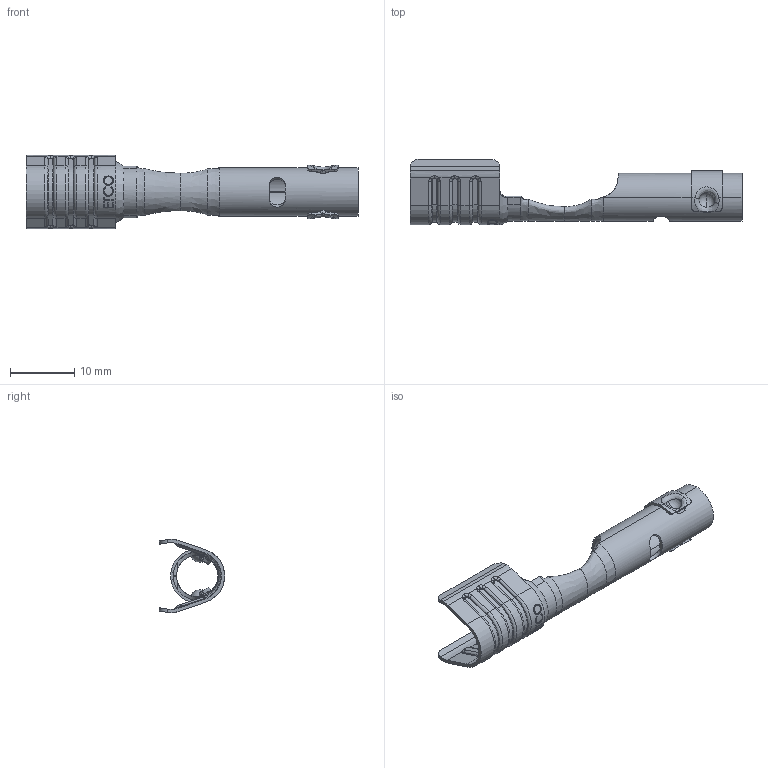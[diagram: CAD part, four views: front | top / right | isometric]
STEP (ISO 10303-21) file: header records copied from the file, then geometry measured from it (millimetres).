
FILE_DESCRIPTION (( 'STEP AP203' ), '1' );
FILE_NAME ('SP20-B.STEP', '2019-11-05T13:21:19', ( 'tempuser' ), ( 'Microsoft' ), 'SwSTEP 2.0', 'SolidWorks 2019', '' );
FILE_SCHEMA (( 'CONFIG_CONTROL_DESIGN' ));
Length unit declared in the file: inch
Products named in the file (3): SP20-B_SP20 without carrier; SP20-B; SCA4 expanded for mating_SCA4-B
Assembly tree (2 placements, depth 2):
  SP20-B
    SP20-B_SP20 without carrier
    SCA4 expanded for mating_SCA4-B
Bounding box: 51.69 x 10.16 x 11.43 mm (x, y, z)
Volume: 518.6 mm3; surface area: 2195.8 mm2
Topology: 2 solids, 2 shells, 361 faces, 963 edges, 607 vertices
Faces by surface type: plane 103, cylinder 101, bspline 80, torus 36, cone 33, sphere 8
Entity records: 17196 total; most frequent: CARTESIAN_POINT 8506, ORIENTED_EDGE 1926, DIRECTION 1545, EDGE_CURVE 963, VERTEX_POINT 607, AXIS2_PLACEMENT_3D 592, EDGE_LOOP 368, LINE 361
